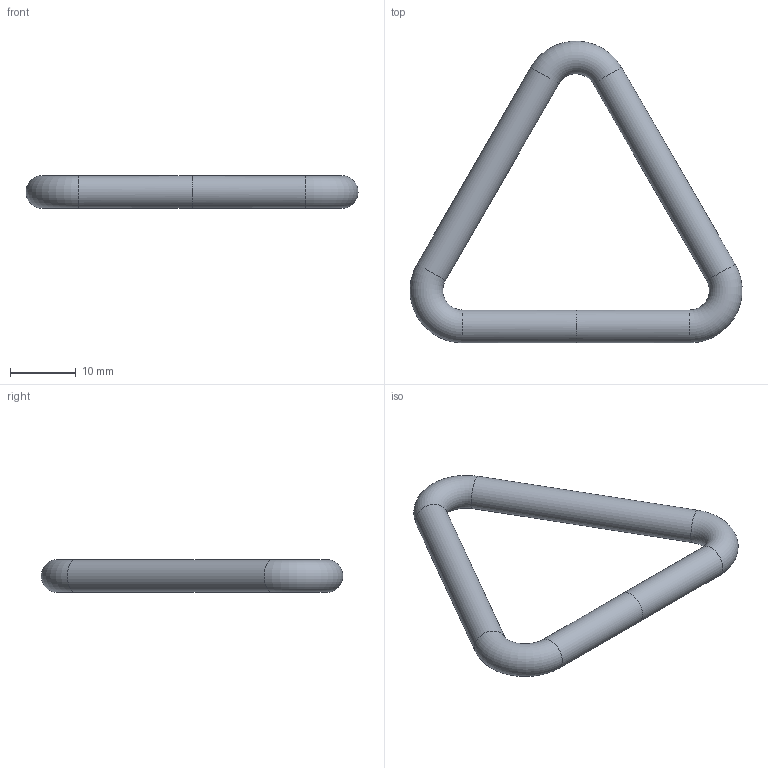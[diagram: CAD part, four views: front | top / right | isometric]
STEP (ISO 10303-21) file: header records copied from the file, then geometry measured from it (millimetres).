
FILE_DESCRIPTION (( 'STEP AP203' ), '1' );
FILE_NAME ('100077540.step', '2020-02-26T11:50:32', ( '' ), ( '' ), 'SwSTEP 2.0', 'SolidWorks 2015', '' );
FILE_SCHEMA (( 'CONFIG_CONTROL_DESIGN' ));
Length unit declared in the file: millimetre
Products named in the file (2): 100077540
Bounding box: 50.61 x 45.99 x 5 mm (x, y, z)
Volume: 2719 mm3; surface area: 2177.2 mm2
Topology: 1 solids, 1 shells, 215 faces, 563 edges, 373 vertices
Faces by surface type: bspline 92, plane 91, cylinder 29, torus 3
Full cylindrical faces by diameter (mm): 5 x4
Entity records: 11429 total; most frequent: CARTESIAN_POINT 6622, ORIENTED_EDGE 1112, DIRECTION 683, EDGE_CURVE 556, VERTEX_POINT 373, VECTOR 261, LINE 261, EDGE_LOOP 247
